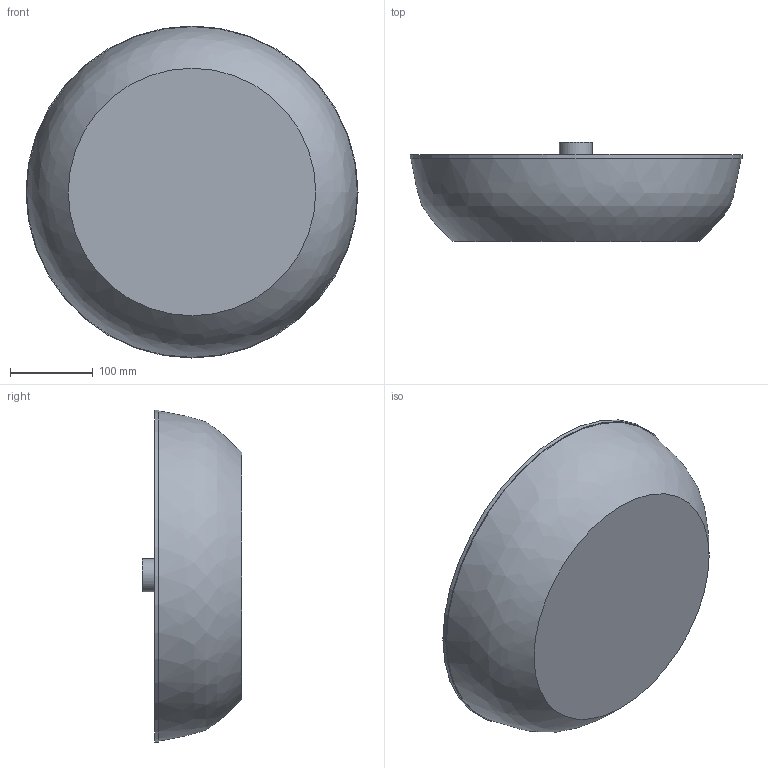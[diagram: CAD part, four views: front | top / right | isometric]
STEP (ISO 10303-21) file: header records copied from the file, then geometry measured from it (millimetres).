
FILE_DESCRIPTION(/* description */ (''),/* implementation_level */ '2;1');
FILE_NAME(/* name */ 'fusion-week3.step',/* time_stamp */ '2019-02-06T15:41:09+01:00',/* author */ (''),/* organization */ (''),/* preprocessor_version */ 'ST-DEVELOPER v17.2',/* originating_system */ 'Autodesk Translation Framework v7.6.0.251',/* authorisation */ '');
FILE_SCHEMA (('AUTOMOTIVE_DESIGN { 1 0 10303 214 3 1 1 }'));
Length unit declared in the file: millimetre
Products named in the file (4): week03-design; piezzo; bottom_part; tray
Assembly tree (3 placements, depth 2):
  week03-design
    piezzo
    bottom_part
    tray
Bounding box: 402.34 x 120 x 402.34 mm (x, y, z)
Volume: 2103931.2 mm3; surface area: 850231.8 mm2
Topology: 3 solids, 3 shells, 89 faces, 191 edges, 133 vertices
Faces by surface type: cylinder 72, plane 13, bspline 4
Full cylindrical faces by diameter (mm): 0.5 x11, 40 x1, 50 x2, 60 x1, 70 x1, 80 x1, 402.344 x1
Entity records: 3691 total; most frequent: CARTESIAN_POINT 1590, DIRECTION 390, ORIENTED_EDGE 382, EDGE_CURVE 191, AXIS2_PLACEMENT_3D 150, EDGE_LOOP 138, VERTEX_POINT 133, LINE 90
